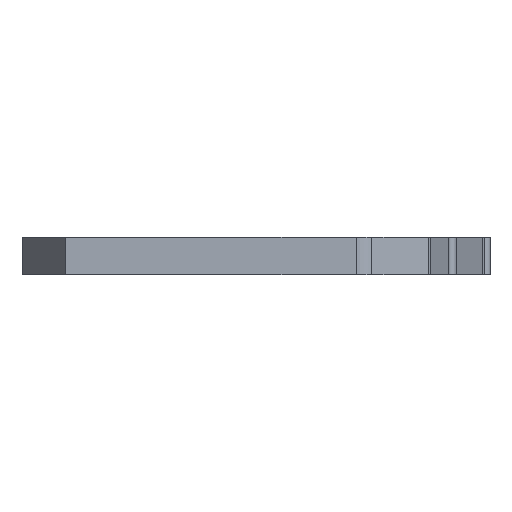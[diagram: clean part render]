
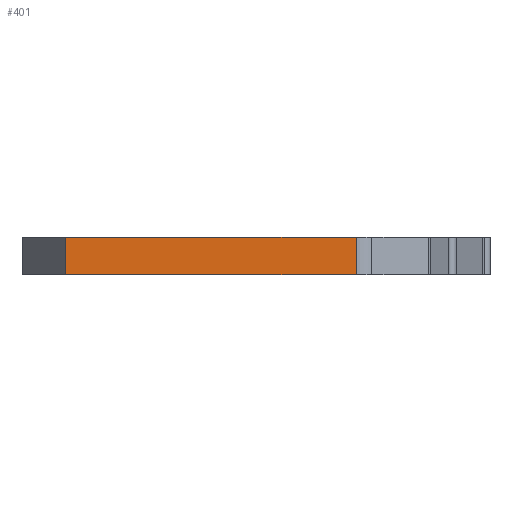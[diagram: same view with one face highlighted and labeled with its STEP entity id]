
A CAD part, left-side view. The second image highlights one B-rep face of the part: STEP entity #401.
In plain terms, the highlighted planar face has unit normal (-1, 0, 0).
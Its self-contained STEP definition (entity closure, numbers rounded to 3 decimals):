
#31 = VECTOR ( 'NONE', #847, 1000. ) ;
#152 = VECTOR ( 'NONE', #762, 1000. ) ;
#285 = EDGE_LOOP ( 'NONE', ( #789, #791, #794, #804 ) ) ;
#360 = VECTOR ( 'NONE', #951, 1000. ) ;
#401 = ADVANCED_FACE ( 'NONE', ( #1358 ), #520, .F. ) ;
#520 = PLANE ( 'NONE',  #1105 ) ;
#534 = CARTESIAN_POINT ( 'NONE',  ( -40.6, 22.676, 2. ) ) ;
#557 = CARTESIAN_POINT ( 'NONE',  ( -40.6, 7.149, 0. ) ) ;
#580 = VERTEX_POINT ( 'NONE', #974 ) ;
#612 = LINE ( 'NONE', #938, #360 ) ;
#628 = EDGE_CURVE ( 'NONE', #1264, #1277, #612, .T. ) ;
#671 = EDGE_CURVE ( 'NONE', #1277, #1145, #1272, .T. ) ;
#756 = CARTESIAN_POINT ( 'NONE',  ( -40.6, 22.676, 2. ) ) ;
#762 = DIRECTION ( 'NONE',  ( 0., 0., -1. ) ) ;
#789 = ORIENTED_EDGE ( 'NONE', *, *, #671, .F. ) ;
#791 = ORIENTED_EDGE ( 'NONE', *, *, #628, .F. ) ;
#794 = ORIENTED_EDGE ( 'NONE', *, *, #985, .T. ) ;
#804 = ORIENTED_EDGE ( 'NONE', *, *, #948, .F. ) ;
#847 = DIRECTION ( 'NONE',  ( 0., 1., 0. ) ) ;
#851 = CARTESIAN_POINT ( 'NONE',  ( -40.6, 12.227, 0. ) ) ;
#916 = DIRECTION ( 'NONE',  ( 0., 0., -1. ) ) ;
#921 = CARTESIAN_POINT ( 'NONE',  ( -40.6, 7.149, 2. ) ) ;
#938 = CARTESIAN_POINT ( 'NONE',  ( -40.6, 22.676, 2. ) ) ;
#948 = EDGE_CURVE ( 'NONE', #1145, #580, #1241, .T. ) ;
#951 = DIRECTION ( 'NONE',  ( 0., -1., 0. ) ) ;
#974 = CARTESIAN_POINT ( 'NONE',  ( -40.6, 22.676, 0. ) ) ;
#985 = EDGE_CURVE ( 'NONE', #1264, #580, #1204, .T. ) ;
#1013 = VECTOR ( 'NONE', #916, 1000. ) ;
#1105 = AXIS2_PLACEMENT_3D ( 'NONE', #1227, #1226, #1224 ) ;
#1145 = VERTEX_POINT ( 'NONE', #557 ) ;
#1204 = LINE ( 'NONE', #756, #152 ) ;
#1217 = CARTESIAN_POINT ( 'NONE',  ( -40.6, 7.149, 2. ) ) ;
#1224 = DIRECTION ( 'NONE',  ( 0., 1., 0. ) ) ;
#1226 = DIRECTION ( 'NONE',  ( 1., 0., 0. ) ) ;
#1227 = CARTESIAN_POINT ( 'NONE',  ( -40.6, 22.676, 2. ) ) ;
#1241 = LINE ( 'NONE', #851, #31 ) ;
#1264 = VERTEX_POINT ( 'NONE', #534 ) ;
#1272 = LINE ( 'NONE', #921, #1013 ) ;
#1277 = VERTEX_POINT ( 'NONE', #1217 ) ;
#1358 = FACE_OUTER_BOUND ( 'NONE', #285, .T. ) ;
